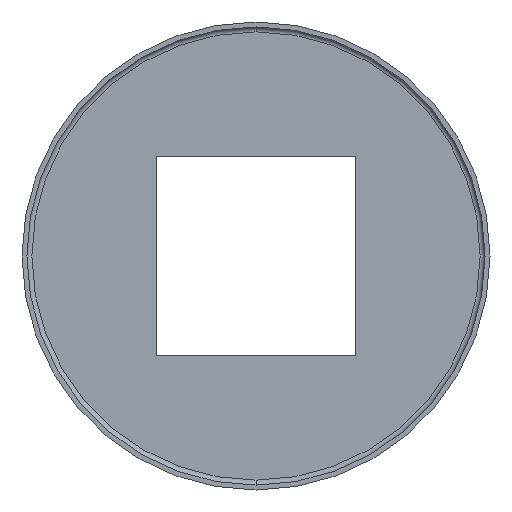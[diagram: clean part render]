
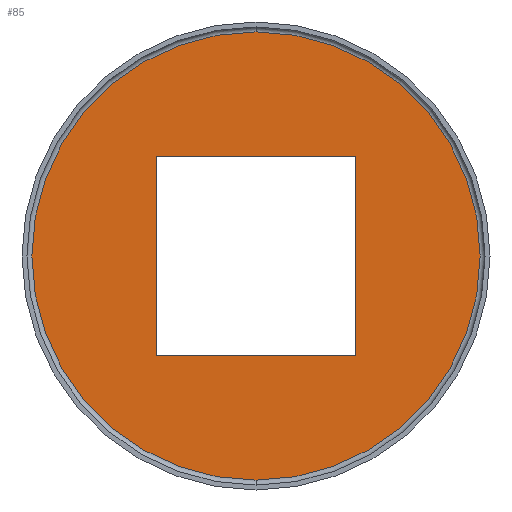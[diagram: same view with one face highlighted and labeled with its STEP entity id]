
A CAD part, front view. The second image highlights one B-rep face of the part: STEP entity #85.
In plain terms, the highlighted planar face has unit normal (0, -1, 0).
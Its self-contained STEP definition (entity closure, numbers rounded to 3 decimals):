
#3 = EDGE_CURVE ( 'NONE', #371, #64, #342, .T. ) ;
#15 = ORIENTED_EDGE ( 'NONE', *, *, #125, .F. ) ;
#36 = DIRECTION ( 'NONE',  ( 0., 0., -1. ) ) ;
#37 = CARTESIAN_POINT ( 'NONE',  ( 0., 19., 0. ) ) ;
#40 = CARTESIAN_POINT ( 'NONE',  ( -20.25, 19., 20.25 ) ) ;
#53 = CARTESIAN_POINT ( 'NONE',  ( 20.25, 19., -20.25 ) ) ;
#55 = EDGE_CURVE ( 'NONE', #152, #136, #380, .T. ) ;
#64 = VERTEX_POINT ( 'NONE', #301 ) ;
#74 = ORIENTED_EDGE ( 'NONE', *, *, #78, .T. ) ;
#78 = EDGE_CURVE ( 'NONE', #136, #152, #337, .T. ) ;
#81 = VECTOR ( 'NONE', #146, 1000. ) ;
#85 = ADVANCED_FACE ( 'NONE', ( #338, #300 ), #456, .F. ) ;
#95 = DIRECTION ( 'NONE',  ( 0., 0., 1. ) ) ;
#98 = CARTESIAN_POINT ( 'NONE',  ( -20.25, 19., -20.25 ) ) ;
#106 = CARTESIAN_POINT ( 'NONE',  ( -20.25, 19., 20.25 ) ) ;
#108 = VERTEX_POINT ( 'NONE', #98 ) ;
#125 = EDGE_CURVE ( 'NONE', #108, #458, #483, .T. ) ;
#132 = ORIENTED_EDGE ( 'NONE', *, *, #191, .F. ) ;
#136 = VERTEX_POINT ( 'NONE', #214 ) ;
#141 = ORIENTED_EDGE ( 'NONE', *, *, #369, .F. ) ;
#146 = DIRECTION ( 'NONE',  ( 1., 0., 0. ) ) ;
#152 = VERTEX_POINT ( 'NONE', #218 ) ;
#189 = DIRECTION ( 'NONE',  ( 0., -1., 0. ) ) ;
#190 = DIRECTION ( 'NONE',  ( 0., 0., -1. ) ) ;
#191 = EDGE_CURVE ( 'NONE', #64, #108, #488, .T. ) ;
#192 = DIRECTION ( 'NONE',  ( -1., 0., 0. ) ) ;
#214 = CARTESIAN_POINT ( 'NONE',  ( 0., 19., -45.5 ) ) ;
#218 = CARTESIAN_POINT ( 'NONE',  ( 0., 19., 45.5 ) ) ;
#236 = CARTESIAN_POINT ( 'NONE',  ( 20.25, 19., 20.25 ) ) ;
#255 = DIRECTION ( 'NONE',  ( 0., 0., 1. ) ) ;
#261 = CARTESIAN_POINT ( 'NONE',  ( -20.25, 19., -20.25 ) ) ;
#262 = ORIENTED_EDGE ( 'NONE', *, *, #3, .F. ) ;
#269 = ORIENTED_EDGE ( 'NONE', *, *, #55, .T. ) ;
#271 = AXIS2_PLACEMENT_3D ( 'NONE', #492, #376, #36 ) ;
#281 = CARTESIAN_POINT ( 'NONE',  ( 20.25, 19., 20.25 ) ) ;
#300 = FACE_OUTER_BOUND ( 'NONE', #362, .T. ) ;
#301 = CARTESIAN_POINT ( 'NONE',  ( -20.25, 19., 20.25 ) ) ;
#306 = VECTOR ( 'NONE', #192, 1000. ) ;
#324 = LINE ( 'NONE', #281, #418 ) ;
#329 = DIRECTION ( 'NONE',  ( 0., 1., 0. ) ) ;
#332 = VECTOR ( 'NONE', #333, 1000. ) ;
#333 = DIRECTION ( 'NONE',  ( 0., 0., -1. ) ) ;
#337 = CIRCLE ( 'NONE', #423, 45.5 ) ;
#338 = FACE_BOUND ( 'NONE', #452, .T. ) ;
#342 = LINE ( 'NONE', #40, #306 ) ;
#362 = EDGE_LOOP ( 'NONE', ( #74, #269 ) ) ;
#369 = EDGE_CURVE ( 'NONE', #458, #371, #324, .T. ) ;
#371 = VERTEX_POINT ( 'NONE', #236 ) ;
#376 = DIRECTION ( 'NONE',  ( 0., -1., 0. ) ) ;
#380 = CIRCLE ( 'NONE', #271, 45.5 ) ;
#409 = CARTESIAN_POINT ( 'NONE',  ( -45.5, 19., 0. ) ) ;
#418 = VECTOR ( 'NONE', #95, 1000. ) ;
#423 = AXIS2_PLACEMENT_3D ( 'NONE', #37, #189, #190 ) ;
#452 = EDGE_LOOP ( 'NONE', ( #262, #141, #15, #132 ) ) ;
#456 = PLANE ( 'NONE',  #463 ) ;
#458 = VERTEX_POINT ( 'NONE', #53 ) ;
#463 = AXIS2_PLACEMENT_3D ( 'NONE', #409, #329, #255 ) ;
#483 = LINE ( 'NONE', #261, #81 ) ;
#488 = LINE ( 'NONE', #106, #332 ) ;
#492 = CARTESIAN_POINT ( 'NONE',  ( 0., 19., 0. ) ) ;
